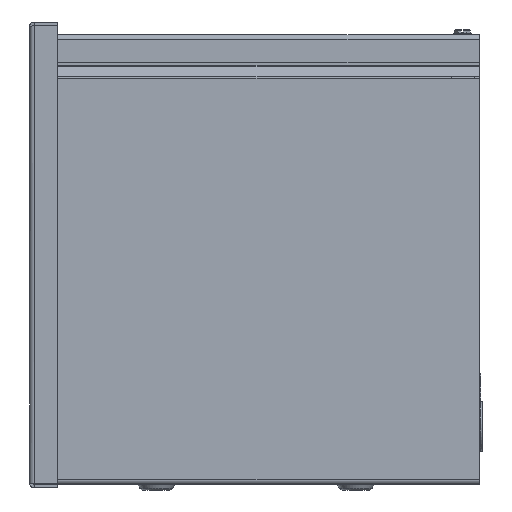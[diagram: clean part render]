
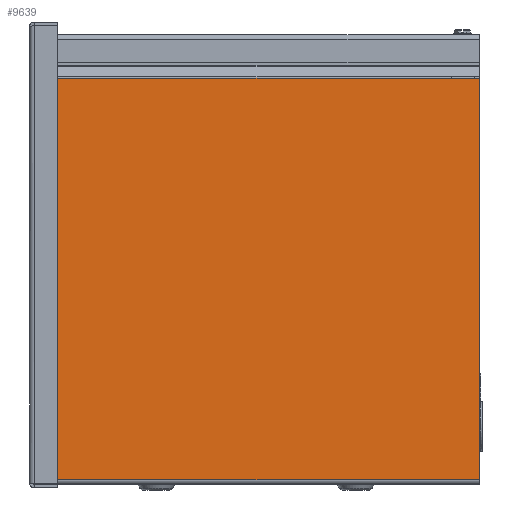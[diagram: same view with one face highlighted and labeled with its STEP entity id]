
A CAD part, left-side view. The second image highlights one B-rep face of the part: STEP entity #9639.
In plain terms, the highlighted planar face has unit normal (-1, 0, 0).
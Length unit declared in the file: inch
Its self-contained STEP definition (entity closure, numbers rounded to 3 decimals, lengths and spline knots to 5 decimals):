
#580=LINE('',#14023,#1338);
#583=LINE('',#14029,#1341);
#591=LINE('',#14052,#1349);
#592=LINE('',#14056,#1350);
#1338=VECTOR('',#11415,10.0625);
#1341=VECTOR('',#11420,9.04841);
#1349=VECTOR('',#11452,10.0625);
#1350=VECTOR('',#11459,9.04841);
#2075=PLANE('',#10291);
#2514=FACE_OUTER_BOUND('',#3117,.T.);
#3117=EDGE_LOOP('',(#6509,#6510,#6511,#6512));
#4111=VERTEX_POINT('',#14011);
#4112=VERTEX_POINT('',#14015);
#4114=VERTEX_POINT('',#14027);
#4117=VERTEX_POINT('',#14051);
#5005=EDGE_CURVE('',#4111,#4112,#580,.T.);
#5008=EDGE_CURVE('',#4114,#4112,#583,.T.);
#5020=EDGE_CURVE('',#4114,#4117,#591,.T.);
#5023=EDGE_CURVE('',#4111,#4117,#592,.T.);
#6509=ORIENTED_EDGE('',*,*,#5005,.T.);
#6510=ORIENTED_EDGE('',*,*,#5008,.F.);
#6511=ORIENTED_EDGE('',*,*,#5020,.T.);
#6512=ORIENTED_EDGE('',*,*,#5023,.F.);
#9639=ADVANCED_FACE('',(#2514),#2075,.F.);
#10291=AXIS2_PLACEMENT_3D('',#14064,#11471,#11472);
#11415=DIRECTION('',(0.,1.,0.));
#11420=DIRECTION('',(0.,0.,1.));
#11452=DIRECTION('',(0.,-1.,0.));
#11459=DIRECTION('',(0.,0.,-1.));
#11471=DIRECTION('center_axis',(1.,0.,0.));
#11472=DIRECTION('ref_axis',(0.,0.,-1.));
#14011=CARTESIAN_POINT('',(-9.0625,-5.03125,9.15366));
#14015=CARTESIAN_POINT('',(-9.0625,5.03125,9.15366));
#14023=CARTESIAN_POINT('',(-9.0625,2.51563,9.15366));
#14027=CARTESIAN_POINT('',(-9.0625,5.03125,0.10525));
#14029=CARTESIAN_POINT('',(-9.0625,5.03125,0.10525));
#14051=CARTESIAN_POINT('',(-9.0625,-5.03125,0.10525));
#14052=CARTESIAN_POINT('',(-9.0625,0.,0.10525));
#14056=CARTESIAN_POINT('',(-9.0625,-5.03125,-0.04012));
#14064=CARTESIAN_POINT('Origin',(-9.0625,0.,4.60378));
